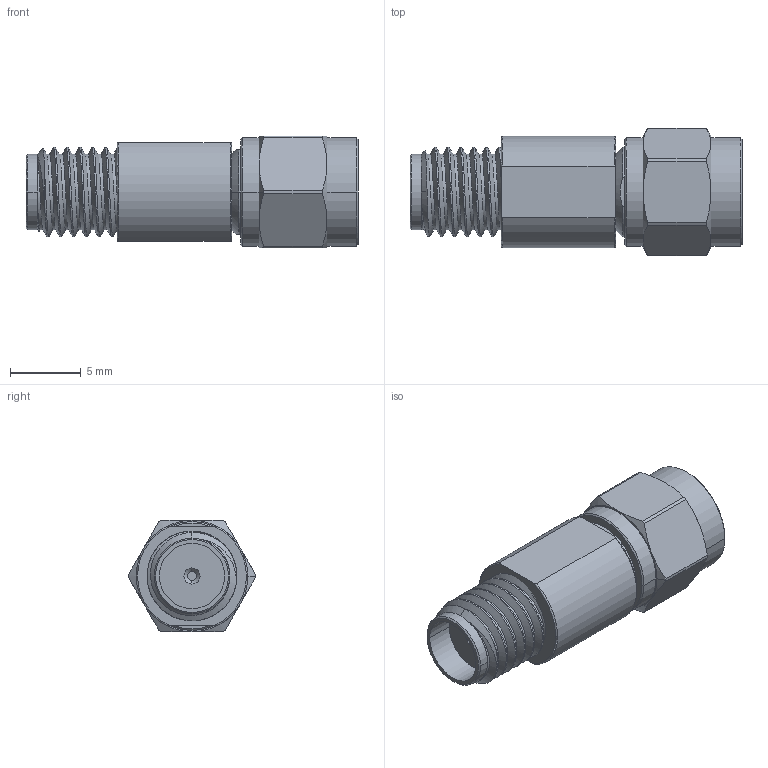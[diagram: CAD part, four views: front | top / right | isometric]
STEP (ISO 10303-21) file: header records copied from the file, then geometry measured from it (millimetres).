
FILE_DESCRIPTION (( 'STEP AP214' ), '1' );
FILE_NAME ('FMAD1632_3D.step', '2023-03-14T21:02:31', ( '' ), ( '' ), 'SwSTEP 2.0', 'SolidWorks 2022', '' );
FILE_SCHEMA (( 'AUTOMOTIVE_DESIGN' ));
Length unit declared in the file: millimetre
Products named in the file (4): 3.5 JACK^FMAD1632; ADS-185-3-185-8-10^FMAD1632; FMAD1632_3D; 2.4 mm plug^FMAD1632
Assembly tree (3 placements, depth 2):
  FMAD1632_3D
    3.5 JACK^FMAD1632
    ADS-185-3-185-8-10^FMAD1632
    2.4 mm plug^FMAD1632
Bounding box: 23.5 x 9 x 7.9 mm (x, y, z)
Volume: 802.4 mm3; surface area: 1374.3 mm2
Topology: 3 solids, 3 shells, 168 faces, 414 edges, 259 vertices
Faces by surface type: cylinder 74, cone 56, plane 26, bspline 6, torus 6
Entity records: 9354 total; most frequent: CARTESIAN_POINT 5412, ORIENTED_EDGE 828, DIRECTION 783, EDGE_CURVE 414, AXIS2_PLACEMENT_3D 325, VERTEX_POINT 259, EDGE_LOOP 179, ADVANCED_FACE 168
